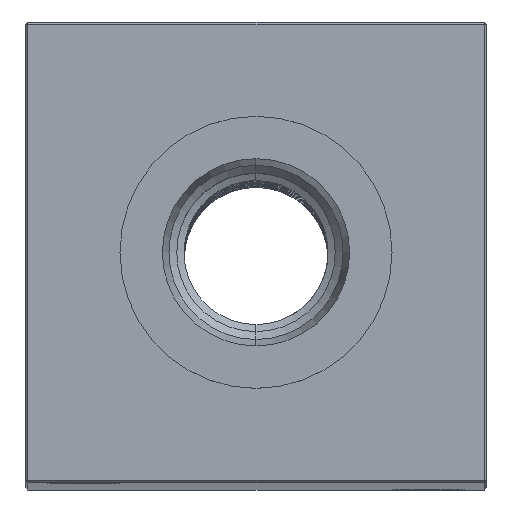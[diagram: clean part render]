
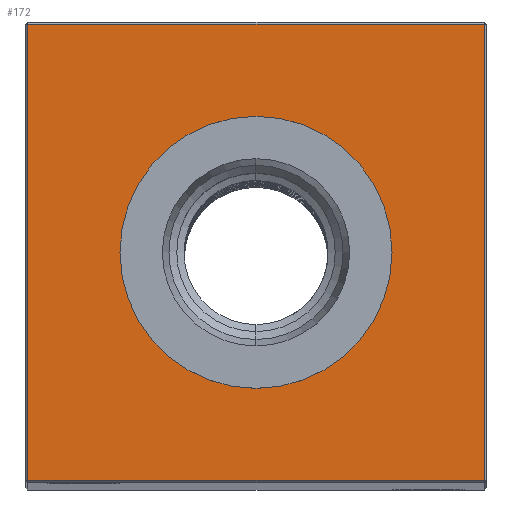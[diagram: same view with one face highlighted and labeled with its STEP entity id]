
A CAD part, top view. The second image highlights one B-rep face of the part: STEP entity #172.
In plain terms, the highlighted planar face has unit normal (0, 0, 1).
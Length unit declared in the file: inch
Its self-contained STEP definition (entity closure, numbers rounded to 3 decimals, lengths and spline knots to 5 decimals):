
#172 = ADVANCED_FACE ( 'NONE', ( #12863, #23753 ), #16078, .F. ) ;
#1448 = DIRECTION ( 'NONE',  ( 0., 1., 0. ) ) ;
#1500 = CIRCLE ( 'NONE', #31757, 0.59055 ) ;
#1840 = CARTESIAN_POINT ( 'NONE',  ( -0.99, 0.99, 18.25 ) ) ;
#2069 = LINE ( 'NONE', #34973, #27300 ) ;
#2144 = VERTEX_POINT ( 'NONE', #34782 ) ;
#2356 = VERTEX_POINT ( 'NONE', #1840 ) ;
#4314 = ORIENTED_EDGE ( 'NONE', *, *, #29677, .T. ) ;
#5112 = DIRECTION ( 'NONE',  ( 0., -1., 0. ) ) ;
#5439 = VERTEX_POINT ( 'NONE', #26500 ) ;
#5946 = VERTEX_POINT ( 'NONE', #29982 ) ;
#6182 = LINE ( 'NONE', #8710, #8276 ) ;
#6679 = EDGE_LOOP ( 'NONE', ( #4314, #6802, #15409, #15746 ) ) ;
#6785 = CARTESIAN_POINT ( 'NONE',  ( 0.99, 0., 18.25 ) ) ;
#6795 = CARTESIAN_POINT ( 'NONE',  ( 0., 0., 18.25 ) ) ;
#6802 = ORIENTED_EDGE ( 'NONE', *, *, #23239, .T. ) ;
#7497 = CARTESIAN_POINT ( 'NONE',  ( 0., 0., 18.25 ) ) ;
#8276 = VECTOR ( 'NONE', #14605, 39.37008 ) ;
#8573 = EDGE_CURVE ( 'NONE', #2144, #5946, #34391, .T. ) ;
#8710 = CARTESIAN_POINT ( 'NONE',  ( 0., 0.99, 18.25 ) ) ;
#9168 = ORIENTED_EDGE ( 'NONE', *, *, #31198, .T. ) ;
#10723 = EDGE_LOOP ( 'NONE', ( #23568, #9168 ) ) ;
#10736 = VERTEX_POINT ( 'NONE', #27990 ) ;
#11435 = EDGE_CURVE ( 'NONE', #10736, #5439, #25908, .T. ) ;
#12183 = DIRECTION ( 'NONE',  ( -1., 0., 0. ) ) ;
#12860 = VECTOR ( 'NONE', #1448, 39.37008 ) ;
#12863 = FACE_OUTER_BOUND ( 'NONE', #6679, .T. ) ;
#13712 = CARTESIAN_POINT ( 'NONE',  ( -0.99, 0., 18.25 ) ) ;
#14605 = DIRECTION ( 'NONE',  ( -1., 0., 0. ) ) ;
#15409 = ORIENTED_EDGE ( 'NONE', *, *, #11435, .T. ) ;
#15746 = ORIENTED_EDGE ( 'NONE', *, *, #29798, .T. ) ;
#16078 = PLANE ( 'NONE',  #26457 ) ;
#17700 = DIRECTION ( 'NONE',  ( 0., 0., -1. ) ) ;
#20212 = DIRECTION ( 'NONE',  ( 0., 0., -1. ) ) ;
#21056 = DIRECTION ( 'NONE',  ( 0., 0., -1. ) ) ;
#22284 = CARTESIAN_POINT ( 'NONE',  ( -0.99, -0.99, 18.25 ) ) ;
#23239 = EDGE_CURVE ( 'NONE', #23986, #10736, #2069, .T. ) ;
#23568 = ORIENTED_EDGE ( 'NONE', *, *, #8573, .T. ) ;
#23753 = FACE_BOUND ( 'NONE', #10723, .T. ) ;
#23986 = VERTEX_POINT ( 'NONE', #22284 ) ;
#25796 = AXIS2_PLACEMENT_3D ( 'NONE', #6795, #17700, #31140 ) ;
#25908 = LINE ( 'NONE', #6785, #12860 ) ;
#26457 = AXIS2_PLACEMENT_3D ( 'NONE', #7497, #21056, #26964 ) ;
#26500 = CARTESIAN_POINT ( 'NONE',  ( 0.99, 0.99, 18.25 ) ) ;
#26964 = DIRECTION ( 'NONE',  ( -1., 0., 0. ) ) ;
#27300 = VECTOR ( 'NONE', #34264, 39.37008 ) ;
#27990 = CARTESIAN_POINT ( 'NONE',  ( 0.99, -0.99, 18.25 ) ) ;
#28631 = CARTESIAN_POINT ( 'NONE',  ( 0., 0., 18.25 ) ) ;
#29677 = EDGE_CURVE ( 'NONE', #2356, #23986, #29986, .T. ) ;
#29798 = EDGE_CURVE ( 'NONE', #5439, #2356, #6182, .T. ) ;
#29976 = VECTOR ( 'NONE', #5112, 39.37008 ) ;
#29982 = CARTESIAN_POINT ( 'NONE',  ( 0., -0.59055, 18.25 ) ) ;
#29986 = LINE ( 'NONE', #13712, #29976 ) ;
#31140 = DIRECTION ( 'NONE',  ( -1., 0., 0. ) ) ;
#31198 = EDGE_CURVE ( 'NONE', #5946, #2144, #1500, .T. ) ;
#31757 = AXIS2_PLACEMENT_3D ( 'NONE', #28631, #20212, #12183 ) ;
#34264 = DIRECTION ( 'NONE',  ( 1., 0., 0. ) ) ;
#34391 = CIRCLE ( 'NONE', #25796, 0.59055 ) ;
#34782 = CARTESIAN_POINT ( 'NONE',  ( 0., 0.59055, 18.25 ) ) ;
#34973 = CARTESIAN_POINT ( 'NONE',  ( 0., -0.99, 18.25 ) ) ;
